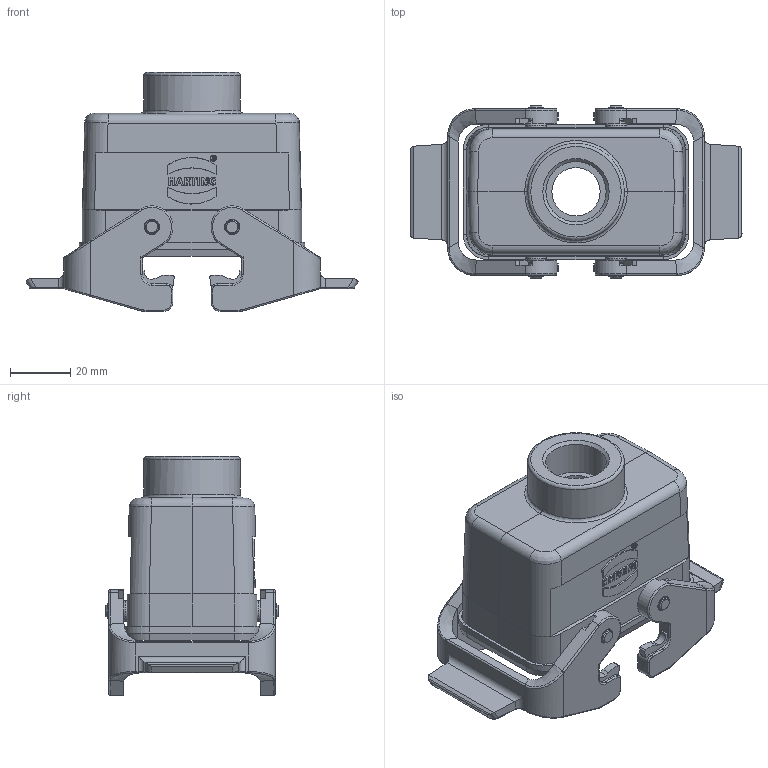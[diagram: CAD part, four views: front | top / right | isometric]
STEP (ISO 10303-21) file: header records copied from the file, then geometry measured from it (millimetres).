
FILE_DESCRIPTION(/* description */ (''),/* implementation_level */ '2;1');
FILE_NAME(/* name */ '100094877ugm000_d.stp',/* time_stamp */ '2019-08-29T10:55:15+02:00',/* author */ (''),/* organization */ (''),/* preprocessor_version */ 'ST-DEVELOPER v16.7',/* originating_system */ 'SIEMENS PLM Software NX 12.0',/* authorisation */ '');
FILE_SCHEMA (('AUTOMOTIVE_DESIGN { 1 0 10303 214 3 1 1 1 }'));
Length unit declared in the file: millimetre
Products named in the file (1): 100094877ugm000_d
Bounding box: 110 x 57 x 79.2 mm (x, y, z)
Volume: 72006.3 mm3; surface area: 41707 mm2
Topology: 3 solids, 3 shells, 660 faces, 1685 edges, 1062 vertices
Faces by surface type: plane 336, cylinder 209, bspline 58, torus 42, cone 15
Full cylindrical faces by diameter (mm): 2.05 x4, 3 x4, 4 x4, 4.8 x4, 5.13 x4, 7 x4, 16 x1, 20 x1, 32 x1
Entity records: 23864 total; most frequent: CARTESIAN_POINT 6446, ORIENTED_EDGE 3192, DIRECTION 3119, EDGE_CURVE 1596, AXIS2_PLACEMENT_3D 1084, VERTEX_POINT 1025, LINE 951, VECTOR 951
